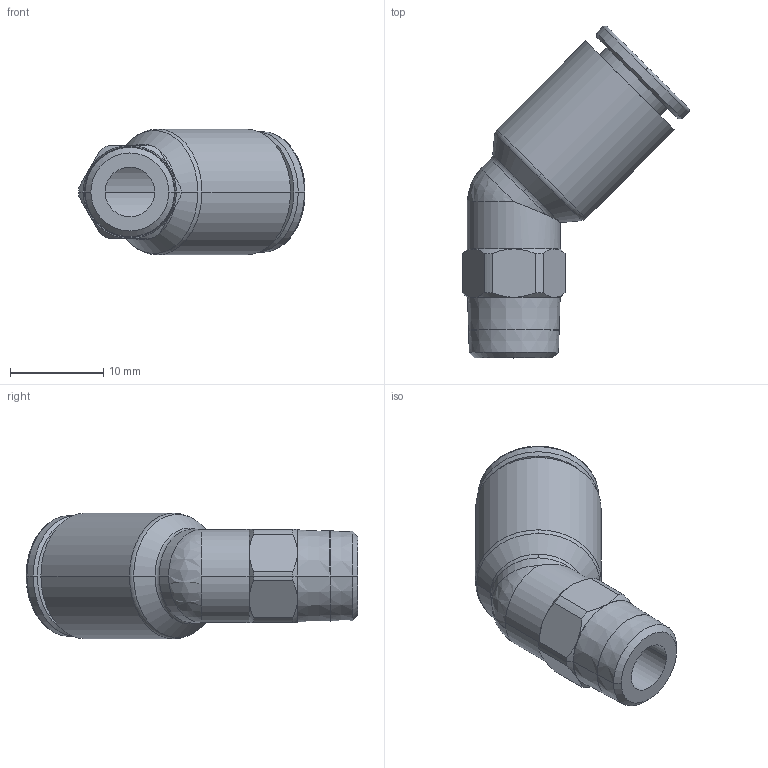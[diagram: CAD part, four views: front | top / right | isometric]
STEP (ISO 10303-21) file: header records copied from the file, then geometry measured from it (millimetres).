
FILE_DESCRIPTION(('STEP AP214'),'1');
FILE_NAME('3113_08_10.stp','2016-07-07T14:58:49',('TraceParts'),('TraceParts S.A.'),'Spatial InterOp 3D',' ',' ');
FILE_SCHEMA(('automotive_design'));
Length unit declared in the file: millimetre
Products named in the file (1): 1
Bounding box: 24.35 x 35.65 x 13.5 mm (x, y, z)
Volume: 2497.6 mm3; surface area: 2483.1 mm2
Topology: 1 solids, 1 shells, 73 faces, 179 edges, 108 vertices
Faces by surface type: cone 26, cylinder 24, plane 14, torus 6, sphere 3
Entity records: 2293 total; most frequent: CARTESIAN_POINT 575, DIRECTION 396, ORIENTED_EDGE 346, AXIS2_PLACEMENT_3D 177, EDGE_CURVE 173, VERTEX_POINT 108, CIRCLE 99, EDGE_LOOP 81
